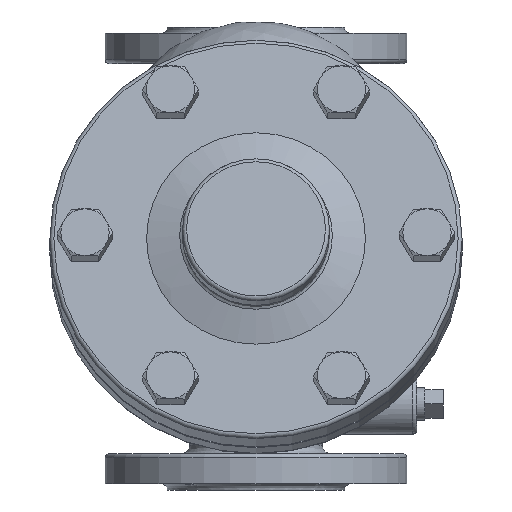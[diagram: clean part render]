
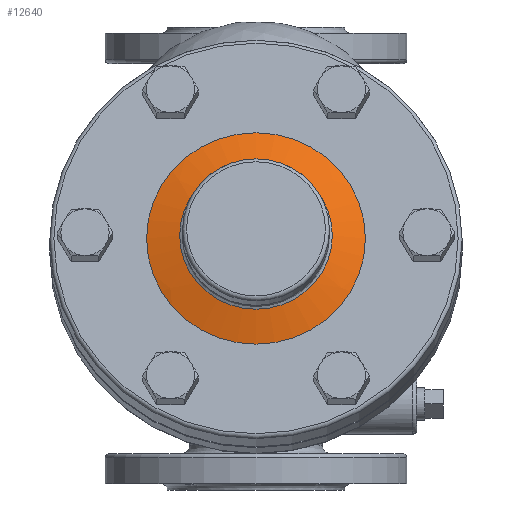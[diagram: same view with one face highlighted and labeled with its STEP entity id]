
A CAD part, left-side view. The second image highlights one B-rep face of the part: STEP entity #12640.
In plain terms, the highlighted spherical face has radius 140 mm.
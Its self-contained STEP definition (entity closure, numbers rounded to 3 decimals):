
#12485=CARTESIAN_POINT('',(-285.293,0.0,72.504));
#12486=VERTEX_POINT('',#12485);
#12487=CARTESIAN_POINT('',(-271.215,0.0,125.047));
#12488=DIRECTION('',(0.966,0.0,-0.259));
#12489=DIRECTION('',(-0.259,0.0,-0.966));
#12490=AXIS2_PLACEMENT_3D('',#12487,#12488,#12489);
#12491=CIRCLE('',#12490,54.397);
#12492=EDGE_CURVE('',#12486,#12486,#12491,.T.);
#12586=CARTESIAN_POINT('',(-266.95,0.,163.201));
#12587=VERTEX_POINT('',#12586);
#12588=CARTESIAN_POINT('',(-276.775,0.,126.537));
#12589=DIRECTION('',(-0.966,0.0,0.259));
#12590=DIRECTION('',(-0.259,0.0,-0.966));
#12591=AXIS2_PLACEMENT_3D('',#12588,#12589,#12590);
#12592=CIRCLE('',#12591,37.958);
#12593=EDGE_CURVE('',#12587,#12587,#12592,.T.);
#12629=CARTESIAN_POINT('',(-146.61,0.0,91.659));
#12630=DIRECTION('',(0.0,0.0,1.0));
#12631=DIRECTION('',(1.0,0.0,0.0));
#12632=AXIS2_PLACEMENT_3D('',#12629,#12630,#12631);
#12633=SPHERICAL_SURFACE('',#12632,140.0);
#12634=ORIENTED_EDGE('',*,*,#12492,.F.);
#12635=EDGE_LOOP('',(#12634));
#12636=FACE_OUTER_BOUND('',#12635,.T.);
#12637=ORIENTED_EDGE('',*,*,#12593,.F.);
#12638=EDGE_LOOP('',(#12637));
#12639=FACE_BOUND('',#12638,.T.);
#12640=ADVANCED_FACE('',(#12636,#12639),#12633,.T.);
